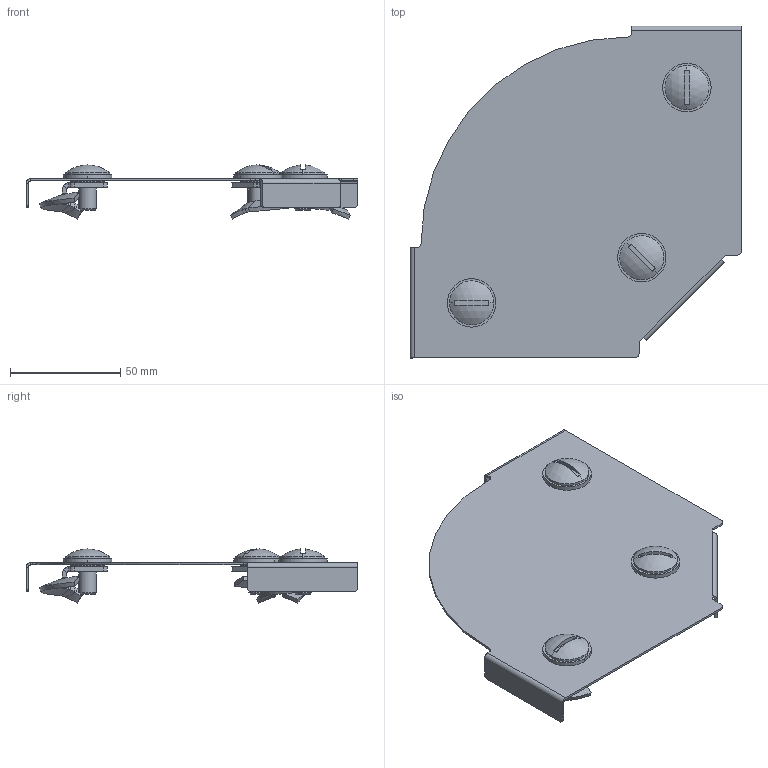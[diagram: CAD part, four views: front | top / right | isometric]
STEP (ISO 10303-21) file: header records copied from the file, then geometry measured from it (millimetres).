
FILE_DESCRIPTION (( 'STEP AP214' ), '1' );
FILE_NAME ('7138590.STP', '2019-12-04T07:14:12', ( '' ), ( '' ), 'SwSTEP 2.0', 'SolidWorks 2018', '' );
FILE_SCHEMA (( 'AUTOMOTIVE_DESIGN' ));
Length unit declared in the file: millimetre
Products named in the file (5): KTS 08.083-001_Standard; 099600_Standard; 7138590; KTS 14.002-012_M8x16; 048003_NB=100 A2, A4, d-16,5
Assembly tree (10 placements, depth 2):
  7138590
    048003_NB=100 A2, A4, d-16,5
    KTS 08.083-001_Standard  x3
    KTS 14.002-012_M8x16  x3
    099600_Standard  x3
Bounding box: 150.74 x 150.74 x 24.53 mm (x, y, z)
Volume: 31696.4 mm3; surface area: 52231.1 mm2
Topology: 10 solids, 10 shells, 357 faces, 870 edges, 539 vertices
Faces by surface type: plane 148, bspline 102, cylinder 77, cone 18, torus 6, sphere 6
Entity records: 6590 total; most frequent: CARTESIAN_POINT 2940, ORIENTED_EDGE 756, DIRECTION 634, EDGE_CURVE 378, VERTEX_POINT 233, AXIS2_PLACEMENT_3D 228, LINE 178, VECTOR 178
